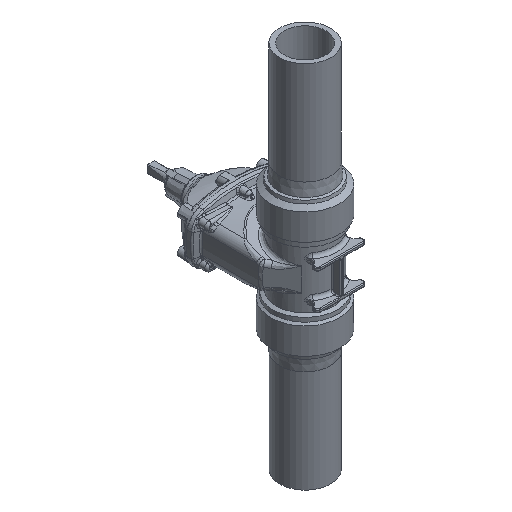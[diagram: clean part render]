
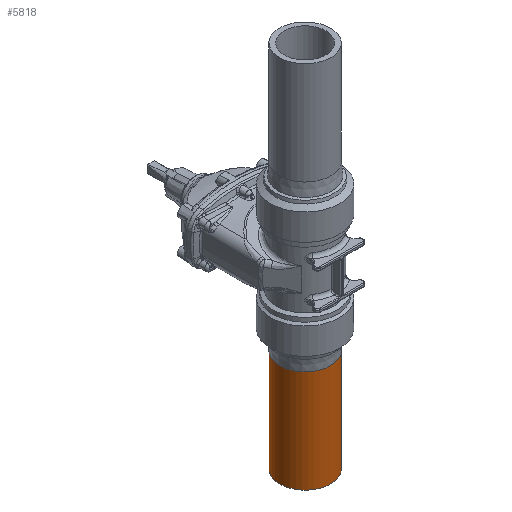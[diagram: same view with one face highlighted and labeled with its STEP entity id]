
A CAD part, isometric view. The second image highlights one B-rep face of the part: STEP entity #5818.
In plain terms, the highlighted cylindrical face has radius 62.5 mm (diameter 125 mm), a full revolution.
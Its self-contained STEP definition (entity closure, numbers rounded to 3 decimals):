
#3750 = CIRCLE ( 'NONE', #5270, 62.5 ) ;
#3766 = CIRCLE ( 'NONE', #5268, 62.5 ) ;
#5268 = AXIS2_PLACEMENT_3D ( 'NONE', #7429, #7430, #7431 ) ;
#5270 = AXIS2_PLACEMENT_3D ( 'NONE', #7360, #7361, #7362 ) ;
#5438 = AXIS2_PLACEMENT_3D ( 'NONE', #20502, #20503, #20500 ) ;
#5818 = ADVANCED_FACE ( 'NONE', ( #18233, #18231 ), #18235, .T. ) ;
#7298 = VERTEX_POINT ( 'NONE', #12401 ) ;
#7304 = VERTEX_POINT ( 'NONE', #12403 ) ;
#7360 = CARTESIAN_POINT ( 'NONE',  ( 0., 0., -450.5 ) ) ;
#7361 = DIRECTION ( 'NONE',  ( 0., 0., 1. ) ) ;
#7362 = DIRECTION ( 'NONE',  ( 1., 0., 0. ) ) ;
#7429 = CARTESIAN_POINT ( 'NONE',  ( 0., 0., -200.5 ) ) ;
#7430 = DIRECTION ( 'NONE',  ( 0., 0., 1. ) ) ;
#7431 = DIRECTION ( 'NONE',  ( 1., 0., 0. ) ) ;
#10758 = EDGE_LOOP ( 'NONE', ( #18819 ) ) ;
#10783 = EDGE_LOOP ( 'NONE', ( #18837 ) ) ;
#11010 = EDGE_CURVE ( 'NONE', #7298, #7298, #3750, .T. ) ;
#11022 = EDGE_CURVE ( 'NONE', #7304, #7304, #3766, .T. ) ;
#12401 = CARTESIAN_POINT ( 'NONE',  ( 62.5, 0., -450.5 ) ) ;
#12403 = CARTESIAN_POINT ( 'NONE',  ( 62.5, 0., -200.5 ) ) ;
#18231 = FACE_OUTER_BOUND ( 'NONE', #10758, .T. ) ;
#18233 = FACE_OUTER_BOUND ( 'NONE', #10783, .T. ) ;
#18235 = CYLINDRICAL_SURFACE ( 'NONE', #5438, 62.5 ) ;
#18819 = ORIENTED_EDGE ( 'NONE', *, *, #11010, .T. ) ;
#18837 = ORIENTED_EDGE ( 'NONE', *, *, #11022, .F. ) ;
#20500 = DIRECTION ( 'NONE',  ( 1., 0., 0. ) ) ;
#20502 = CARTESIAN_POINT ( 'NONE',  ( 0., 0., -34.75 ) ) ;
#20503 = DIRECTION ( 'NONE',  ( 0., 0., 1. ) ) ;
